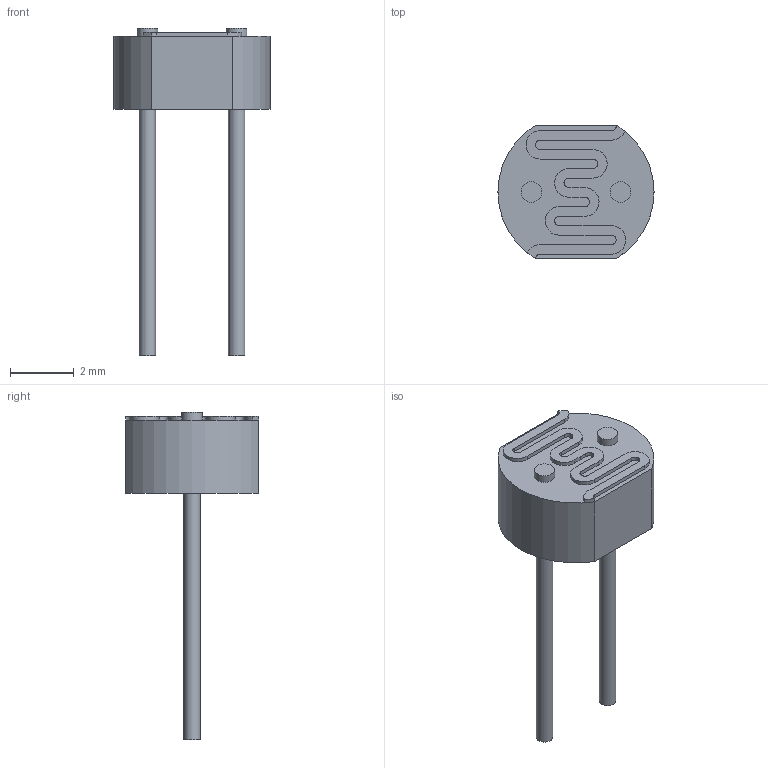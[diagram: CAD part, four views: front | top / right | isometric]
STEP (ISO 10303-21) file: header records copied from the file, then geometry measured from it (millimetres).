
FILE_DESCRIPTION(('FreeCAD Model'),'2;1');
FILE_NAME('photo_cell_vt900.step','2020-01-23T10:17:27',('Author'),( ''),'Open CASCADE STEP processor 7.3','FreeCAD','Unknown');
FILE_SCHEMA(('AUTOMOTIVE_DESIGN { 1 0 10303 214 1 1 1 1 }'));
Length unit declared in the file: millimetre
Products named in the file (4): Body001; Resistencia001; Pin001; Pin002
Bounding box: 4.88 x 4.17 x 10.25 mm (x, y, z)
Volume: 44 mm3; surface area: 124.1 mm2
Topology: 4 solids, 4 shells, 55 faces, 135 edges, 90 vertices
Faces by surface type: plane 29, cylinder 26
Full cylindrical faces by diameter (mm): 0.511 x4, 0.644 x2
Entity records: 3487 total; most frequent: DIRECTION 567, CARTESIAN_POINT 563, LINE 301, VECTOR 301, ORIENTED_EDGE 270, PCURVE 270, DEFINITIONAL_REPRESENTATION 270, EDGE_CURVE 135
